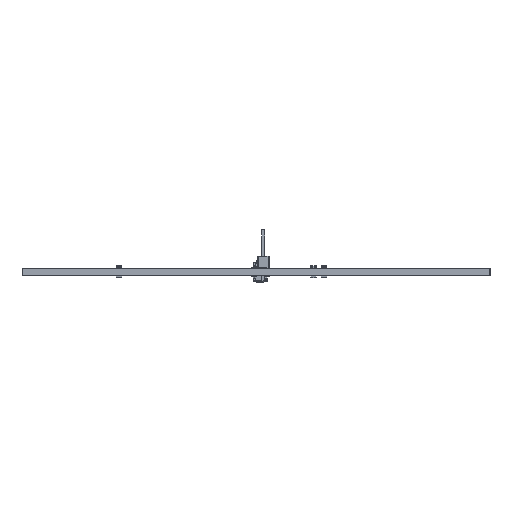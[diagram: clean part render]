
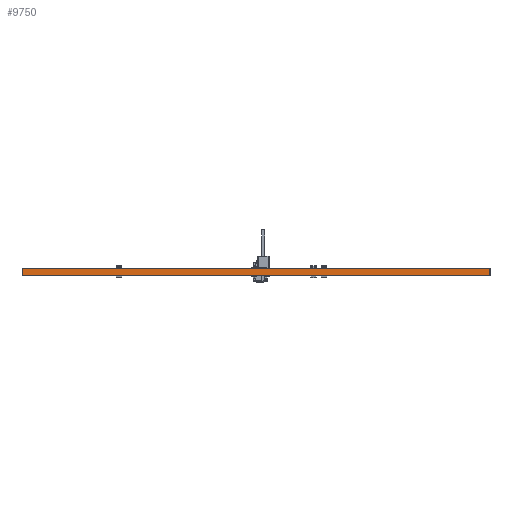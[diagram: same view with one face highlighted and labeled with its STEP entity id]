
A CAD part, left-side view. The second image highlights one B-rep face of the part: STEP entity #9750.
In plain terms, the highlighted planar face has unit normal (-1, 0, 0).
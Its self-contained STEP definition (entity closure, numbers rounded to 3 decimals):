
#9694 = VERTEX_POINT('',#9695);
#9695 = CARTESIAN_POINT('',(76.887,-147.169,1.6));
#9701 = EDGE_CURVE('',#9702,#9694,#9704,.T.);
#9702 = VERTEX_POINT('',#9703);
#9703 = CARTESIAN_POINT('',(76.887,-147.169,0.));
#9704 = LINE('',#9705,#9706);
#9705 = CARTESIAN_POINT('',(76.887,-147.169,0.));
#9706 = VECTOR('',#9707,1.);
#9707 = DIRECTION('',(0.,0.,1.));
#9750 = ADVANCED_FACE('',(#9751),#9776,.T.);
#9751 = FACE_BOUND('',#9752,.T.);
#9752 = EDGE_LOOP('',(#9753,#9754,#9762,#9770));
#9753 = ORIENTED_EDGE('',*,*,#9701,.T.);
#9754 = ORIENTED_EDGE('',*,*,#9755,.T.);
#9755 = EDGE_CURVE('',#9694,#9756,#9758,.T.);
#9756 = VERTEX_POINT('',#9757);
#9757 = CARTESIAN_POINT('',(76.887,-43.961,1.6));
#9758 = LINE('',#9759,#9760);
#9759 = CARTESIAN_POINT('',(76.887,-147.169,1.6));
#9760 = VECTOR('',#9761,1.);
#9761 = DIRECTION('',(0.,1.,0.));
#9762 = ORIENTED_EDGE('',*,*,#9763,.F.);
#9763 = EDGE_CURVE('',#9764,#9756,#9766,.T.);
#9764 = VERTEX_POINT('',#9765);
#9765 = CARTESIAN_POINT('',(76.887,-43.961,0.));
#9766 = LINE('',#9767,#9768);
#9767 = CARTESIAN_POINT('',(76.887,-43.961,0.));
#9768 = VECTOR('',#9769,1.);
#9769 = DIRECTION('',(0.,0.,1.));
#9770 = ORIENTED_EDGE('',*,*,#9771,.F.);
#9771 = EDGE_CURVE('',#9702,#9764,#9772,.T.);
#9772 = LINE('',#9773,#9774);
#9773 = CARTESIAN_POINT('',(76.887,-147.169,0.));
#9774 = VECTOR('',#9775,1.);
#9775 = DIRECTION('',(0.,1.,0.));
#9776 = PLANE('',#9777);
#9777 = AXIS2_PLACEMENT_3D('',#9778,#9779,#9780);
#9778 = CARTESIAN_POINT('',(76.887,-147.169,0.));
#9779 = DIRECTION('',(-1.,0.,0.));
#9780 = DIRECTION('',(0.,1.,0.));
